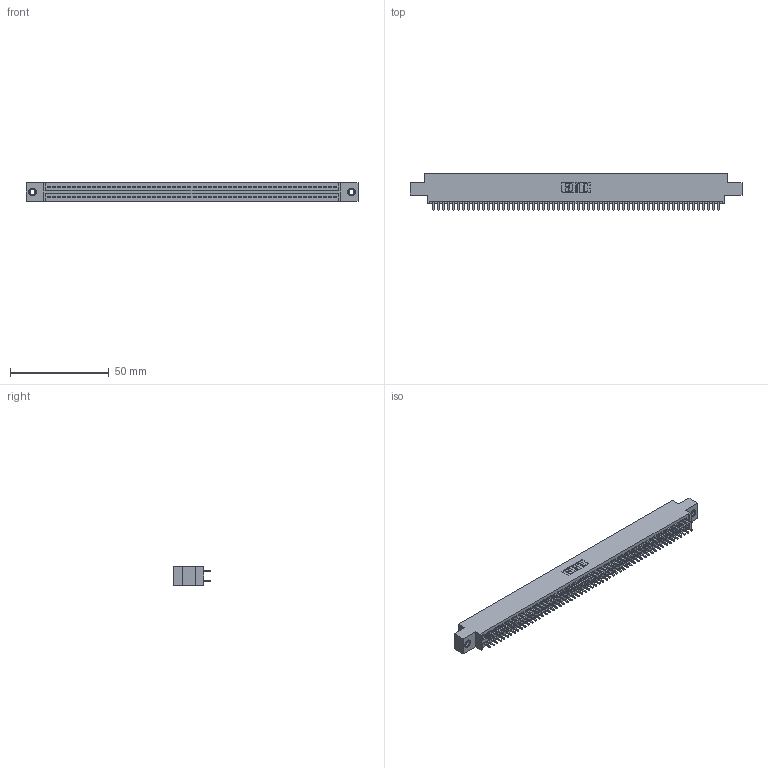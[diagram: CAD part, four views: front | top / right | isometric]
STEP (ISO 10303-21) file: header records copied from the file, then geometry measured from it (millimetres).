
FILE_DESCRIPTION (( 'STEP AP203' ), '1' );
FILE_NAME ('345-116-521-807.STEP', '2019-11-05T14:20:53', ( '' ), ( '' ), 'SwSTEP 2.0', 'SolidWorks 2016', '' );
FILE_SCHEMA (( 'CONFIG_CONTROL_DESIGN' ));
Length unit declared in the file: inch
Products named in the file (4): 345-116-521-807; 345 Part_0.170 Offset - 0.156 Dia-TI; 345-250-001_345-250-005-103; 345-292-001_345-293-121
Assembly tree (119 placements, depth 2):
  345-116-521-807
    345 Part_0.170 Offset - 0.156 Dia-TI
    345-292-001_345-293-121  x116
    345-250-001_345-250-005-103  x2
Bounding box: 168.53 x 18.72 x 9.4 mm (x, y, z)
Volume: 16345.4 mm3; surface area: 24334.2 mm2
Topology: 119 solids, 119 shells, 5990 faces, 17773 edges, 11686 vertices
Faces by surface type: plane 3944, cylinder 2030, cone 12, torus 4
Entity records: 44690 total; most frequent: CARTESIAN_POINT 7459, ORIENTED_EDGE 7386, DIRECTION 6583, EDGE_CURVE 3693, VECTOR 3309, LINE 3309, VERTEX_POINT 2456, AXIS2_PLACEMENT_3D 1637
